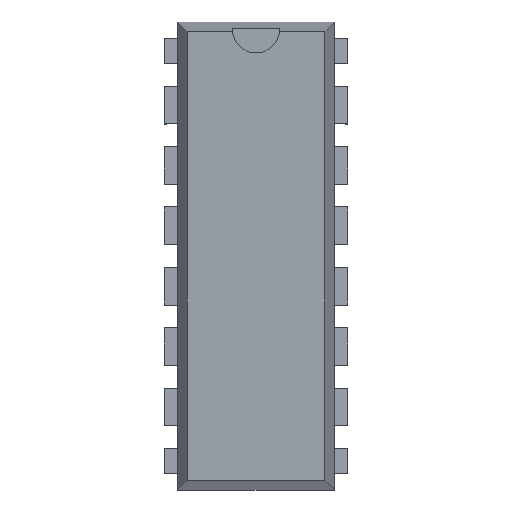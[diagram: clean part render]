
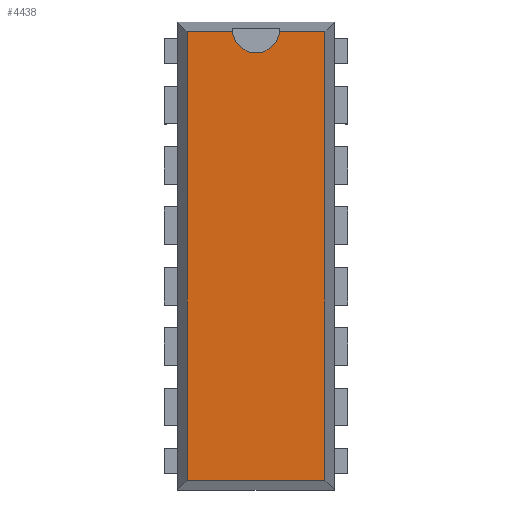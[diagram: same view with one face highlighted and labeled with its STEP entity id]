
A CAD part, top view. The second image highlights one B-rep face of the part: STEP entity #4438.
In plain terms, the highlighted planar face has unit normal (0, 0, 1).
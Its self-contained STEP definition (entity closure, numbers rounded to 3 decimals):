
#34=CIRCLE('',#4646,1.);
#249=FACE_OUTER_BOUND('',#481,.T.);
#481=EDGE_LOOP('',(#3783,#3784,#3785,#3786,#3787,#3788));
#1036=LINE('',#6820,#1618);
#1040=LINE('',#6827,#1622);
#1057=LINE('',#6862,#1639);
#1061=LINE('',#6869,#1643);
#1063=LINE('',#6872,#1645);
#1618=VECTOR('',#5631,1.);
#1622=VECTOR('',#5635,1.);
#1639=VECTOR('',#5668,1.);
#1643=VECTOR('',#5674,1.);
#1645=VECTOR('',#5678,1.);
#2017=VERTEX_POINT('',#6813);
#2018=VERTEX_POINT('',#6815);
#2019=VERTEX_POINT('',#6819);
#2022=VERTEX_POINT('',#6825);
#2032=VERTEX_POINT('',#6861);
#2034=VERTEX_POINT('',#6868);
#2590=EDGE_CURVE('',#2018,#2017,#34,.T.);
#2592=EDGE_CURVE('',#2018,#2019,#1036,.T.);
#2596=EDGE_CURVE('',#2022,#2017,#1040,.T.);
#2613=EDGE_CURVE('',#2019,#2032,#1057,.T.);
#2617=EDGE_CURVE('',#2032,#2034,#1061,.T.);
#2619=EDGE_CURVE('',#2034,#2022,#1063,.T.);
#3783=ORIENTED_EDGE('',*,*,#2590,.T.);
#3784=ORIENTED_EDGE('',*,*,#2596,.F.);
#3785=ORIENTED_EDGE('',*,*,#2619,.F.);
#3786=ORIENTED_EDGE('',*,*,#2617,.F.);
#3787=ORIENTED_EDGE('',*,*,#2613,.F.);
#3788=ORIENTED_EDGE('',*,*,#2592,.F.);
#4006=PLANE('',#4660);
#4438=ADVANCED_FACE('',(#249),#4006,.T.);
#4646=AXIS2_PLACEMENT_3D('',#6816,#5625,#5626);
#4660=AXIS2_PLACEMENT_3D('',#6875,#5682,#5683);
#5625=DIRECTION('center_axis',(0.,0.,-1.));
#5626=DIRECTION('ref_axis',(1.,0.,0.));
#5631=DIRECTION('',(1.,0.,0.));
#5635=DIRECTION('',(1.,0.,0.));
#5668=DIRECTION('',(0.,-1.,0.));
#5674=DIRECTION('',(-1.,0.,0.));
#5678=DIRECTION('',(0.,1.,0.));
#5682=DIRECTION('center_axis',(0.,0.,1.));
#5683=DIRECTION('ref_axis',(1.,0.,0.));
#6813=CARTESIAN_POINT('',(-0.995,9.445,5.08));
#6815=CARTESIAN_POINT('',(0.995,9.445,5.08));
#6816=CARTESIAN_POINT('Origin',(0.,9.545,5.08));
#6819=CARTESIAN_POINT('',(2.9,9.445,5.08));
#6820=CARTESIAN_POINT('',(0.,9.445,5.08));
#6825=CARTESIAN_POINT('',(-2.9,9.445,5.08));
#6827=CARTESIAN_POINT('',(0.,9.445,5.08));
#6861=CARTESIAN_POINT('',(2.9,-9.445,5.08));
#6862=CARTESIAN_POINT('',(2.9,0.,5.08));
#6868=CARTESIAN_POINT('',(-2.9,-9.445,5.08));
#6869=CARTESIAN_POINT('',(0.,-9.445,5.08));
#6872=CARTESIAN_POINT('',(-2.9,0.,5.08));
#6875=CARTESIAN_POINT('Origin',(0.,0.,5.08));
